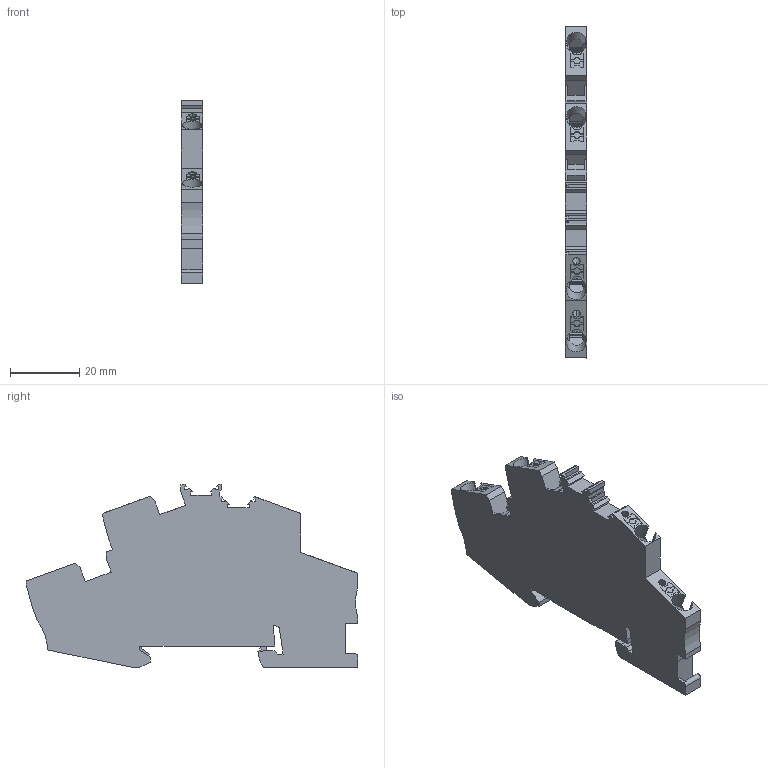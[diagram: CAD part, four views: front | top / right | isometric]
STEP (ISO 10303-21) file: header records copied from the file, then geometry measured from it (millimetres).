
FILE_DESCRIPTION(('Creo Elements/Direct Modeling STEP Export'),'2;1');
FILE_NAME('model.stp','2020-01-24T 0:15:16',(''),(''),'Creo Elements/Direct Modeling STEP processor for AP214 (Solid Model)','Creo Elements/Direct Modeling 20.1A 29-Sep-2018 (C) Parametric Technology GmbH','');
FILE_SCHEMA(('AUTOMOTIVE_DESIGN { 1 0 10303 214 1 1 1 1 }'));
Length unit declared in the file: millimetre
Products named in the file (2): PTTBS_4_PE-select
Assembly tree (1 placements, depth 2):
  PTTBS_4_PE-select
    PTTBS_4_PE-select
Bounding box: 6.15 x 96 x 53 mm (x, y, z)
Volume: 18769.6 mm3; surface area: 10781.5 mm2
Topology: 1 solids, 1 shells, 322 faces, 923 edges, 610 vertices
Faces by surface type: plane 276, cylinder 34, torus 8, cone 4
Entity records: 15506 total; most frequent: CARTESIAN_POINT 4420, ORIENTED_EDGE 1846, DIRECTION 1620, EDGE_CURVE 923, VECTOR 784, LINE 784, VERTEX_POINT 610, AXIS2_PLACEMENT_3D 418
